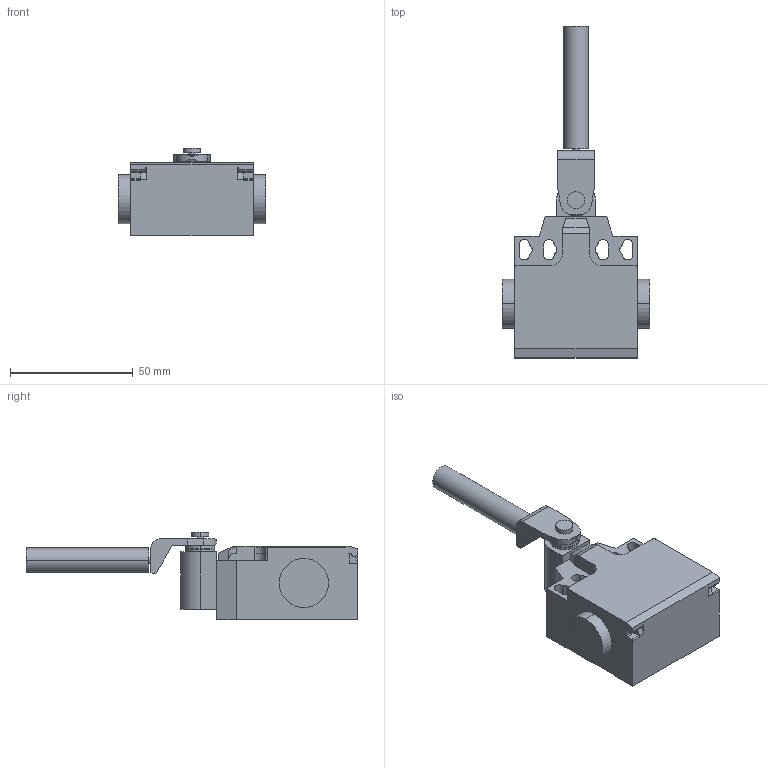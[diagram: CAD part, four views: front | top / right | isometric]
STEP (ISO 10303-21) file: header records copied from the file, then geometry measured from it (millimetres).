
FILE_DESCRIPTION((''),'2;1');
FILE_NAME('3d_KCH1L02.stp','2012-10-03T08:10:08',(''),(''),'Mechanical Desktop 2011','Mechanical Desktop 2011',', , ');
FILE_SCHEMA(('CONFIG_CONTROL_DESIGN'));
Length unit declared in the file: millimetre
Products named in the file (1): Product
Bounding box: 60 x 135 x 35.73 mm (x, y, z)
Volume: 86713.7 mm3; surface area: 20003.1 mm2
Topology: 10 solids, 10 shells, 167 faces, 462 edges, 327 vertices
Faces by surface type: plane 94, cylinder 47, bspline 26
Entity records: 5577 total; most frequent: CARTESIAN_POINT 1190, ORIENTED_EDGE 898, DIRECTION 868, EDGE_CURVE 449, VECTOR 340, LINE 340, VERTEX_POINT 302, AXIS2_PLACEMENT_3D 264
